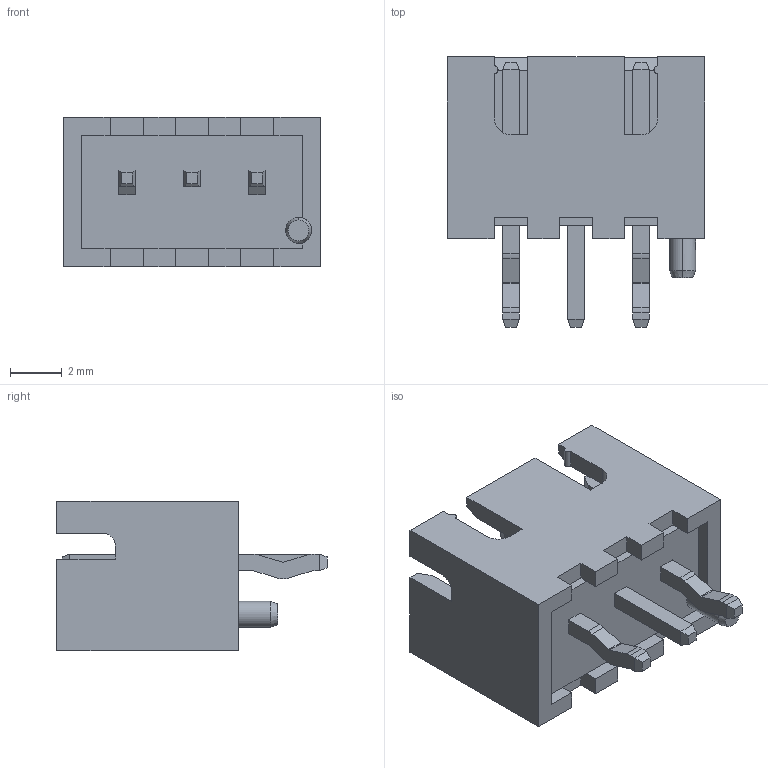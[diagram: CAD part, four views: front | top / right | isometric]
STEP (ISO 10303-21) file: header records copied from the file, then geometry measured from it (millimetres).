
FILE_DESCRIPTION (( 'STEP AP214' ), '1' );
FILE_NAME ('B3B-XH-AM(LF)(SN).STEP', '2023-11-16T08:56:45', ( '' ), ( '' ), 'SwSTEP 2.0', 'SolidWorks 2021', '' );
FILE_SCHEMA (( 'AUTOMOTIVE_DESIGN' ));
Length unit declared in the file: millimetre
Products named in the file (2): B3B-XH-AM(LF)(SN); BxB-XH-AM_3
Assembly tree (1 placements, depth 2):
  B3B-XH-AM(LF)(SN)
    BxB-XH-AM_3
Bounding box: 9.9 x 10.4 x 5.75 mm (x, y, z)
Volume: 164.1 mm3; surface area: 566.5 mm2
Topology: 4 solids, 4 shells, 167 faces, 435 edges, 276 vertices
Faces by surface type: plane 144, cylinder 21, cone 2
Entity records: 5103 total; most frequent: CARTESIAN_POINT 891, ORIENTED_EDGE 870, DIRECTION 819, EDGE_CURVE 435, LINE 387, VECTOR 387, VERTEX_POINT 276, AXIS2_PLACEMENT_3D 216
